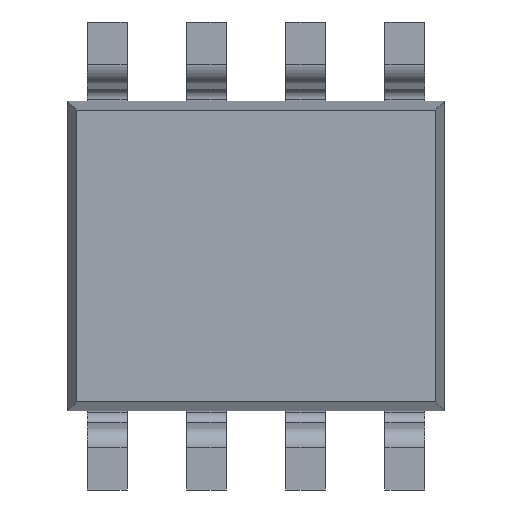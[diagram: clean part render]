
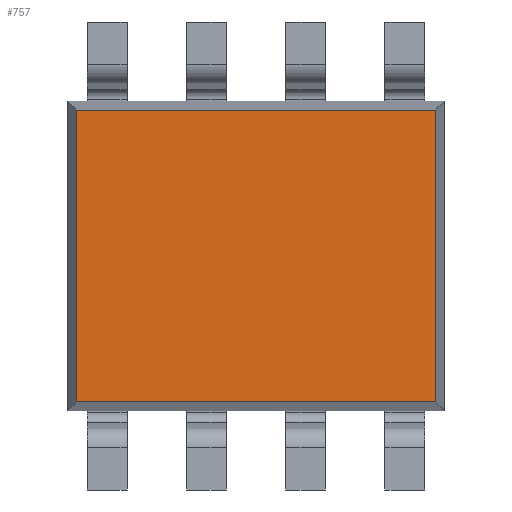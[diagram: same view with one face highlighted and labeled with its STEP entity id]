
A CAD part, front view. The second image highlights one B-rep face of the part: STEP entity #757.
In plain terms, the highlighted planar face has unit normal (0, -1, 0).
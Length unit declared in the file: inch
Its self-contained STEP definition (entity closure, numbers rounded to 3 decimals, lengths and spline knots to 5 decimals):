
#140 = ORIENTED_EDGE ( 'NONE', *, *, #7646, .F. ) ;
#757 = ADVANCED_FACE ( 'NONE', ( #9306 ), #8224, .F. ) ;
#782 = CARTESIAN_POINT ( 'NONE',  ( -0.16559, 0.007, -0.07359 ) ) ;
#992 = CARTESIAN_POINT ( 'NONE',  ( -0.16559, 0.007, 0.07359 ) ) ;
#1399 = DIRECTION ( 'NONE',  ( 0., 1., 0. ) ) ;
#1432 = DIRECTION ( 'NONE',  ( 0., 0., 1. ) ) ;
#1699 = AXIS2_PLACEMENT_3D ( 'NONE', #5642, #1399, #1432 ) ;
#3068 = VECTOR ( 'NONE', #6275, 39.37008 ) ;
#3757 = DIRECTION ( 'NONE',  ( 0., 0., 1. ) ) ;
#4781 = LINE ( 'NONE', #7232, #3068 ) ;
#4903 = CARTESIAN_POINT ( 'NONE',  ( 0.01559, 0.007, 0.07359 ) ) ;
#4939 = DIRECTION ( 'NONE',  ( -1., 0., 0. ) ) ;
#4983 = VERTEX_POINT ( 'NONE', #992 ) ;
#5087 = CARTESIAN_POINT ( 'NONE',  ( 0.02, 0.007, 0.07359 ) ) ;
#5155 = DIRECTION ( 'NONE',  ( 1., 0., 0. ) ) ;
#5324 = CARTESIAN_POINT ( 'NONE',  ( -0.16559, 0.007, -0.078 ) ) ;
#5615 = VERTEX_POINT ( 'NONE', #8003 ) ;
#5642 = CARTESIAN_POINT ( 'NONE',  ( 0.02, 0.007, -0.078 ) ) ;
#5736 = VERTEX_POINT ( 'NONE', #4903 ) ;
#5759 = EDGE_CURVE ( 'NONE', #5615, #8034, #10623, .T. ) ;
#6114 = EDGE_CURVE ( 'NONE', #8034, #4983, #7129, .T. ) ;
#6129 = VECTOR ( 'NONE', #5155, 39.37008 ) ;
#6275 = DIRECTION ( 'NONE',  ( 0., 0., -1. ) ) ;
#6549 = LINE ( 'NONE', #5087, #6129 ) ;
#7129 = LINE ( 'NONE', #5324, #10731 ) ;
#7206 = ORIENTED_EDGE ( 'NONE', *, *, #6114, .F. ) ;
#7232 = CARTESIAN_POINT ( 'NONE',  ( 0.01559, 0.007, -0.078 ) ) ;
#7646 = EDGE_CURVE ( 'NONE', #4983, #5736, #6549, .T. ) ;
#8003 = CARTESIAN_POINT ( 'NONE',  ( 0.01559, 0.007, -0.07359 ) ) ;
#8034 = VERTEX_POINT ( 'NONE', #782 ) ;
#8047 = EDGE_CURVE ( 'NONE', #5736, #5615, #4781, .T. ) ;
#8169 = EDGE_LOOP ( 'NONE', ( #7206, #8825, #8566, #140 ) ) ;
#8224 = PLANE ( 'NONE',  #1699 ) ;
#8342 = VECTOR ( 'NONE', #4939, 39.37008 ) ;
#8566 = ORIENTED_EDGE ( 'NONE', *, *, #8047, .F. ) ;
#8825 = ORIENTED_EDGE ( 'NONE', *, *, #5759, .F. ) ;
#9079 = CARTESIAN_POINT ( 'NONE',  ( 0.02, 0.007, -0.07359 ) ) ;
#9306 = FACE_OUTER_BOUND ( 'NONE', #8169, .T. ) ;
#10623 = LINE ( 'NONE', #9079, #8342 ) ;
#10731 = VECTOR ( 'NONE', #3757, 39.37008 ) ;
